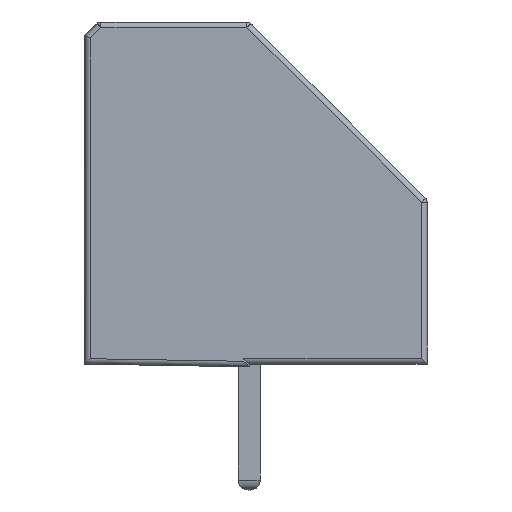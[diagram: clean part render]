
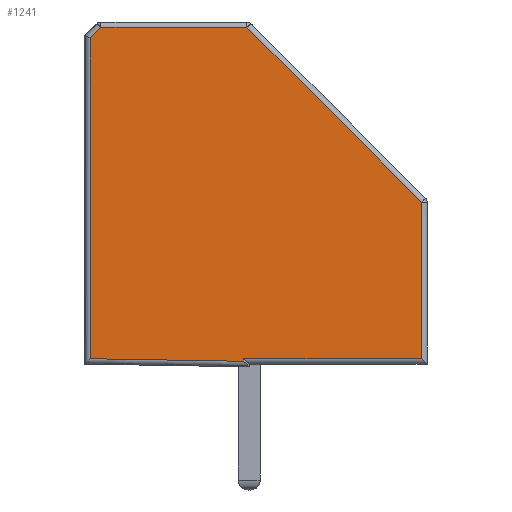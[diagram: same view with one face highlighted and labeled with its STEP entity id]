
A CAD part, left-side view. The second image highlights one B-rep face of the part: STEP entity #1241.
In plain terms, the highlighted planar face has unit normal (-1, 0, 0).
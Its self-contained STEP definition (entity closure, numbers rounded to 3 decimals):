
#13=DIRECTION('',(0.,0.,1.));
#27=VECTOR('',#13,1.);
#51=DIRECTION('',(0.,0.707,-0.707));
#52=DIRECTION('',(0.,0.707,0.707));
#79=DIRECTION('',(0.,-1.,0.));
#126=VECTOR('',#79,1.);
#146=VECTOR('',#52,1.);
#153=VECTOR('',#154,1.);
#154=DIRECTION('',(0.,1.,0.));
#161=VECTOR('',#51,1.);
#168=VECTOR('',#169,1.);
#169=DIRECTION('',(0.,0.,-1.));
#176=VECTOR('',#177,1.);
#177=DIRECTION('',(0.,-1.,-0.017));
#186=DIRECTION('',(-1.,0.,0.));
#187=DIRECTION('',(0.,-1.,0.));
#347=VERTEX_POINT('',#348);
#348=CARTESIAN_POINT('',(-2.5,-6.3,6.017));
#358=EDGE_CURVE('',#359,#347,#361,.T.);
#359=VERTEX_POINT('',#360);
#360=CARTESIAN_POINT('',(-2.5,-6.3,0.3));
#361=LINE('',#362,#27);
#362=CARTESIAN_POINT('',(-2.5,-6.3,0.1));
#716=VERTEX_POINT('',#717);
#717=CARTESIAN_POINT('',(-2.5,0.2,0.3));
#721=ORIENTED_EDGE('',*,*,#722,.T.);
#722=EDGE_CURVE('',#716,#359,#723,.T.);
#723=LINE('',#724,#126);
#724=CARTESIAN_POINT('',(-2.5,0.,0.3));
#1241=ADVANCED_FACE('',(#1242),#1279,.T.);
#1242=FACE_BOUND('',#1243,.T.);
#1243=EDGE_LOOP('',(#1244,#1252,#1258,#721,#1262,#1263,#1269,#1275));
#1244=ORIENTED_EDGE('',*,*,#1245,.T.);
#1245=EDGE_CURVE('',#1246,#1248,#1250,.T.);
#1246=VERTEX_POINT('',#1247);
#1247=CARTESIAN_POINT('',(-2.5,5.8,12.017));
#1248=VERTEX_POINT('',#1249);
#1249=CARTESIAN_POINT('',(-2.5,5.8,0.297));
#1250=LINE('',#1251,#168);
#1251=CARTESIAN_POINT('',(-2.5,5.8,12.1));
#1252=ORIENTED_EDGE('',*,*,#1253,.T.);
#1253=EDGE_CURVE('',#1248,#1254,#1256,.T.);
#1254=VERTEX_POINT('',#1255);
#1255=CARTESIAN_POINT('',(-2.5,0.2,0.203));
#1256=LINE('',#1257,#176);
#1257=CARTESIAN_POINT('',(-2.5,5.997,0.3));
#1258=ORIENTED_EDGE('',*,*,#1259,.T.);
#1259=EDGE_CURVE('',#1254,#716,#1260,.T.);
#1260=LINE('',#1261,#27);
#1261=CARTESIAN_POINT('',(-2.5,0.2,0.));
#1262=ORIENTED_EDGE('',*,*,#358,.T.);
#1263=ORIENTED_EDGE('',*,*,#1264,.T.);
#1264=EDGE_CURVE('',#347,#1265,#1267,.T.);
#1265=VERTEX_POINT('',#1266);
#1266=CARTESIAN_POINT('',(-2.5,0.083,12.4));
#1267=LINE('',#1268,#146);
#1268=CARTESIAN_POINT('',(-2.5,-6.359,5.959));
#1269=ORIENTED_EDGE('',*,*,#1270,.T.);
#1270=EDGE_CURVE('',#1265,#1271,#1273,.T.);
#1271=VERTEX_POINT('',#1272);
#1272=CARTESIAN_POINT('',(-2.5,5.417,12.4));
#1273=LINE('',#1274,#153);
#1274=CARTESIAN_POINT('',(-2.5,0.,12.4));
#1275=ORIENTED_EDGE('',*,*,#1276,.T.);
#1276=EDGE_CURVE('',#1271,#1246,#1277,.T.);
#1277=LINE('',#1278,#161);
#1278=CARTESIAN_POINT('',(-2.5,5.359,12.459));
#1279=PLANE('',#1280);
#1280=AXIS2_PLACEMENT_3D('',#1281,#186,#187);
#1281=CARTESIAN_POINT('',(-2.5,0.417,5.581));
